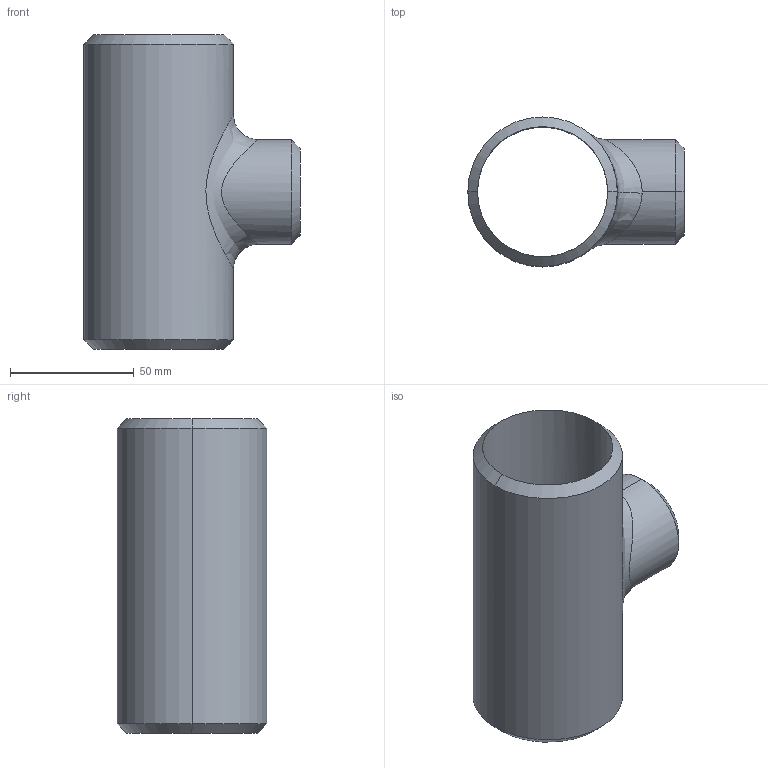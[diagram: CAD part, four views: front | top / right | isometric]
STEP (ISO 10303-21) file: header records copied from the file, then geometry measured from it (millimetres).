
FILE_DESCRIPTION (( 'STEP AP203' ), '1' );
FILE_NAME ('3D_R265_2x1 1-4x40S_173465650.STEP', '2024-08-26T06:33:32', ( '' ), ( '' ), 'SwSTEP 2.0', 'SolidWorks 2024', '' );
FILE_SCHEMA (( 'CONFIG_CONTROL_DESIGN' ));
Length unit declared in the file: millimetre
Products named in the file (1): 3D_R265_2x1 1-4x40S_173465650
Bounding box: 87.25 x 60.3 x 127 mm (x, y, z)
Volume: 93147.8 mm3; surface area: 50565.3 mm2
Topology: 1 solids, 1 shells, 25 faces, 66 edges, 42 vertices
Faces by surface type: cylinder 10, cone 6, plane 5, bspline 4
Entity records: 2256 total; most frequent: CARTESIAN_POINT 1591, ORIENTED_EDGE 132, DIRECTION 112, EDGE_CURVE 66, AXIS2_PLACEMENT_3D 48, VERTEX_POINT 42, EDGE_LOOP 28, CIRCLE 26
